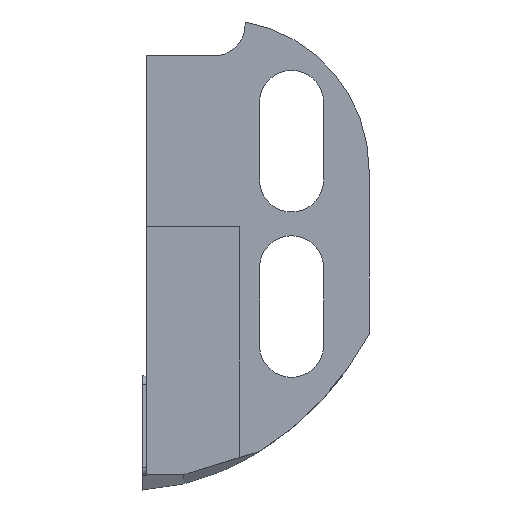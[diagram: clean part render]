
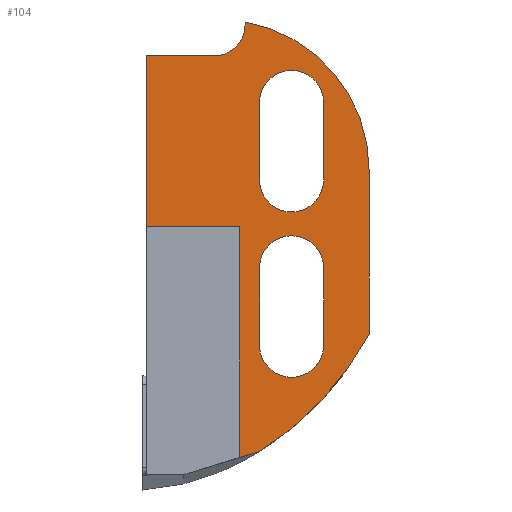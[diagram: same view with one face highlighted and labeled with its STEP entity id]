
A CAD part, left-side view. The second image highlights one B-rep face of the part: STEP entity #104.
In plain terms, the highlighted planar face has unit normal (-1, 0, 0).
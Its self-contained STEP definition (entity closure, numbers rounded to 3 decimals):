
#67=FACE_BOUND('',#212,.T.);
#68=FACE_BOUND('',#213,.T.);
#69=FACE_BOUND('',#214,.T.);
#75=CIRCLE('',#895,30.);
#76=CIRCLE('',#896,14.5);
#77=CIRCLE('',#897,3.);
#78=CIRCLE('',#898,3.1);
#79=CIRCLE('',#899,3.1);
#80=CIRCLE('',#900,3.1);
#81=CIRCLE('',#901,3.1);
#104=ADVANCED_FACE('',(#67,#68,#69),#141,.T.);
#141=PLANE('',#902);
#212=EDGE_LOOP('',(#327,#328,#329,#330,#331,#332,#333,#334,#335,#336));
#213=EDGE_LOOP('',(#337,#338,#339,#340));
#214=EDGE_LOOP('',(#341,#342,#343,#344));
#327=ORIENTED_EDGE('',*,*,#608,.F.);
#328=ORIENTED_EDGE('',*,*,#609,.T.);
#329=ORIENTED_EDGE('',*,*,#610,.F.);
#330=ORIENTED_EDGE('',*,*,#611,.T.);
#331=ORIENTED_EDGE('',*,*,#612,.F.);
#332=ORIENTED_EDGE('',*,*,#613,.T.);
#333=ORIENTED_EDGE('',*,*,#614,.T.);
#334=ORIENTED_EDGE('',*,*,#615,.T.);
#335=ORIENTED_EDGE('',*,*,#616,.F.);
#336=ORIENTED_EDGE('',*,*,#607,.F.);
#337=ORIENTED_EDGE('',*,*,#617,.T.);
#338=ORIENTED_EDGE('',*,*,#618,.T.);
#339=ORIENTED_EDGE('',*,*,#619,.T.);
#340=ORIENTED_EDGE('',*,*,#620,.T.);
#341=ORIENTED_EDGE('',*,*,#621,.T.);
#342=ORIENTED_EDGE('',*,*,#622,.T.);
#343=ORIENTED_EDGE('',*,*,#623,.T.);
#344=ORIENTED_EDGE('',*,*,#624,.T.);
#513=VERTEX_POINT('',#1256);
#521=VERTEX_POINT('',#1272);
#522=VERTEX_POINT('',#1276);
#523=VERTEX_POINT('',#1278);
#524=VERTEX_POINT('',#1280);
#525=VERTEX_POINT('',#1282);
#526=VERTEX_POINT('',#1284);
#527=VERTEX_POINT('',#1286);
#528=VERTEX_POINT('',#1288);
#529=VERTEX_POINT('',#1290);
#530=VERTEX_POINT('',#1293);
#531=VERTEX_POINT('',#1294);
#532=VERTEX_POINT('',#1296);
#533=VERTEX_POINT('',#1298);
#534=VERTEX_POINT('',#1301);
#535=VERTEX_POINT('',#1302);
#536=VERTEX_POINT('',#1304);
#537=VERTEX_POINT('',#1306);
#607=EDGE_CURVE('',#521,#513,#712,.T.);
#608=EDGE_CURVE('',#522,#521,#713,.T.);
#609=EDGE_CURVE('',#522,#523,#714,.T.);
#610=EDGE_CURVE('',#524,#523,#715,.T.);
#611=EDGE_CURVE('',#524,#525,#75,.T.);
#612=EDGE_CURVE('',#526,#525,#716,.T.);
#613=EDGE_CURVE('',#526,#527,#76,.T.);
#614=EDGE_CURVE('',#527,#528,#717,.T.);
#615=EDGE_CURVE('',#528,#529,#77,.T.);
#616=EDGE_CURVE('',#513,#529,#718,.T.);
#617=EDGE_CURVE('',#530,#531,#78,.T.);
#618=EDGE_CURVE('',#531,#532,#719,.T.);
#619=EDGE_CURVE('',#532,#533,#79,.T.);
#620=EDGE_CURVE('',#533,#530,#720,.T.);
#621=EDGE_CURVE('',#534,#535,#80,.T.);
#622=EDGE_CURVE('',#535,#536,#721,.T.);
#623=EDGE_CURVE('',#536,#537,#81,.T.);
#624=EDGE_CURVE('',#537,#534,#722,.T.);
#712=LINE('',#1273,#793);
#713=LINE('',#1275,#794);
#714=LINE('',#1277,#795);
#715=LINE('',#1279,#796);
#716=LINE('',#1283,#797);
#717=LINE('',#1287,#798);
#718=LINE('',#1291,#799);
#719=LINE('',#1295,#800);
#720=LINE('',#1299,#801);
#721=LINE('',#1303,#802);
#722=LINE('',#1307,#803);
#793=VECTOR('',#1026,1.);
#794=VECTOR('',#1029,1.);
#795=VECTOR('',#1030,1.);
#796=VECTOR('',#1031,1.);
#797=VECTOR('',#1034,1.);
#798=VECTOR('',#1037,1.);
#799=VECTOR('',#1040,1.);
#800=VECTOR('',#1043,1.);
#801=VECTOR('',#1046,1.);
#802=VECTOR('',#1049,1.);
#803=VECTOR('',#1052,1.);
#895=AXIS2_PLACEMENT_3D('',#1281,#1032,#1033);
#896=AXIS2_PLACEMENT_3D('',#1285,#1035,#1036);
#897=AXIS2_PLACEMENT_3D('',#1289,#1038,#1039);
#898=AXIS2_PLACEMENT_3D('',#1292,#1041,#1042);
#899=AXIS2_PLACEMENT_3D('',#1297,#1044,#1045);
#900=AXIS2_PLACEMENT_3D('',#1300,#1047,#1048);
#901=AXIS2_PLACEMENT_3D('',#1305,#1050,#1051);
#902=AXIS2_PLACEMENT_3D('',#1308,#1053,#1054);
#1026=DIRECTION('',(0.,0.,1.));
#1029=DIRECTION('',(0.,1.,0.));
#1030=DIRECTION('',(0.,0.,-1.));
#1031=DIRECTION('',(0.,0.956,-0.292));
#1032=DIRECTION('',(-1.,0.,0.));
#1033=DIRECTION('',(0.,-0.527,-0.85));
#1034=DIRECTION('',(0.,0.,-1.));
#1035=DIRECTION('',(-1.,0.,0.));
#1036=DIRECTION('',(0.,-1.,0.));
#1037=DIRECTION('',(0.,0.,-1.));
#1038=DIRECTION('',(1.,0.,0.));
#1039=DIRECTION('',(0.,-1.,0.));
#1040=DIRECTION('',(0.,-1.,0.));
#1041=DIRECTION('',(1.,0.,0.));
#1042=DIRECTION('',(0.,0.,1.));
#1043=DIRECTION('',(0.,0.,-1.));
#1044=DIRECTION('',(1.,0.,0.));
#1045=DIRECTION('',(0.,0.,1.));
#1046=DIRECTION('',(0.,0.,1.));
#1047=DIRECTION('',(1.,0.,0.));
#1048=DIRECTION('',(0.,0.,1.));
#1049=DIRECTION('',(0.,0.,1.));
#1050=DIRECTION('',(1.,0.,0.));
#1051=DIRECTION('',(0.,0.,1.));
#1052=DIRECTION('',(0.,0.,-1.));
#1053=DIRECTION('',(-1.,0.,0.));
#1054=DIRECTION('',(0.,0.,-1.));
#1256=CARTESIAN_POINT('',(0.,4.5,16.5));
#1272=CARTESIAN_POINT('',(0.,4.5,0.));
#1273=CARTESIAN_POINT('',(0.,4.5,0.5));
#1275=CARTESIAN_POINT('',(0.,4.5,0.));
#1276=CARTESIAN_POINT('',(0.,-4.5,0.));
#1277=CARTESIAN_POINT('',(0.,-4.5,0.));
#1278=CARTESIAN_POINT('',(0.,-4.5,-22.346));
#1279=CARTESIAN_POINT('',(0.,-6.362,-21.777));
#1280=CARTESIAN_POINT('',(0.,-6.362,-21.777));
#1281=CARTESIAN_POINT('',(0.,9.46,3.712));
#1282=CARTESIAN_POINT('',(0.,-17.,-10.426));
#1283=CARTESIAN_POINT('',(0.,-17.,5.5));
#1284=CARTESIAN_POINT('',(0.,-17.,5.5));
#1285=CARTESIAN_POINT('',(0.,-2.5,5.5));
#1286=CARTESIAN_POINT('',(0.,-5.,19.783));
#1287=CARTESIAN_POINT('',(0.,-5.,19.783));
#1288=CARTESIAN_POINT('',(0.,-5.,19.5));
#1289=CARTESIAN_POINT('',(0.,-2.,19.5));
#1290=CARTESIAN_POINT('',(0.,-2.,16.5));
#1291=CARTESIAN_POINT('',(0.,4.5,16.5));
#1292=CARTESIAN_POINT('',(0.,-9.5,12.));
#1293=CARTESIAN_POINT('',(0.,-6.4,12.));
#1294=CARTESIAN_POINT('',(0.,-12.6,12.));
#1295=CARTESIAN_POINT('',(0.,-12.6,0.));
#1296=CARTESIAN_POINT('',(0.,-12.6,4.5));
#1297=CARTESIAN_POINT('',(0.,-9.5,4.5));
#1298=CARTESIAN_POINT('',(0.,-6.4,4.5));
#1299=CARTESIAN_POINT('',(0.,-6.4,0.));
#1300=CARTESIAN_POINT('',(0.,-9.5,-11.5));
#1301=CARTESIAN_POINT('',(0.,-12.6,-11.5));
#1302=CARTESIAN_POINT('',(0.,-6.4,-11.5));
#1303=CARTESIAN_POINT('',(0.,-6.4,-11.5));
#1304=CARTESIAN_POINT('',(0.,-6.4,-4.));
#1305=CARTESIAN_POINT('',(0.,-9.5,-4.));
#1306=CARTESIAN_POINT('',(0.,-12.6,-4.));
#1307=CARTESIAN_POINT('',(0.,-12.6,-4.));
#1308=CARTESIAN_POINT('',(0.,4.5,0.));
